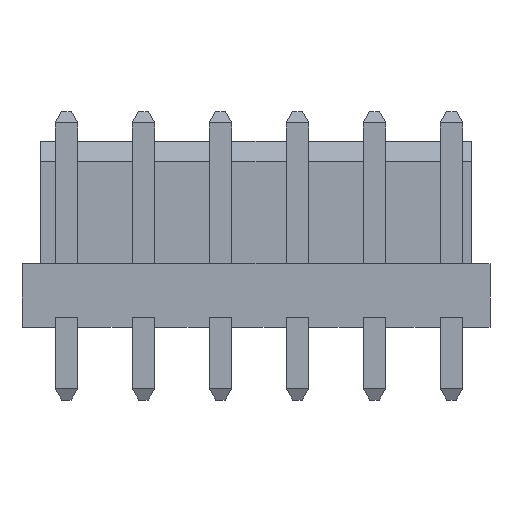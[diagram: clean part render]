
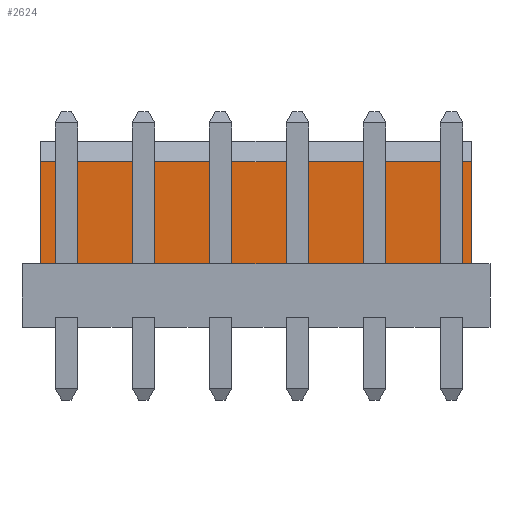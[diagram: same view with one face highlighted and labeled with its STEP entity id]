
A CAD part, front view. The second image highlights one B-rep face of the part: STEP entity #2624.
In plain terms, the highlighted planar face has unit normal (0, -1, 0).
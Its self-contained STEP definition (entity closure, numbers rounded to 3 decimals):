
#14 = FACE_OUTER_BOUND ( 'NONE', #1032, .T. ) ;
#66 = ORIENTED_EDGE ( 'NONE', *, *, #1034, .F. ) ;
#73 = CARTESIAN_POINT ( 'NONE',  ( 11.85, 6.8, 3.159 ) ) ;
#212 = VERTEX_POINT ( 'NONE', #827 ) ;
#280 = DIRECTION ( 'NONE',  ( -1., 0., 0. ) ) ;
#410 = LINE ( 'NONE', #551, #949 ) ;
#464 = PLANE ( 'NONE',  #2174 ) ;
#542 = ORIENTED_EDGE ( 'NONE', *, *, #709, .T. ) ;
#551 = CARTESIAN_POINT ( 'NONE',  ( -10.901, 6.8, 0. ) ) ;
#577 = VERTEX_POINT ( 'NONE', #1767 ) ;
#699 = DIRECTION ( 'NONE',  ( 0., 1., 0. ) ) ;
#704 = DIRECTION ( 'NONE',  ( 0., 0., 1. ) ) ;
#709 = EDGE_CURVE ( 'NONE', #212, #1152, #1384, .T. ) ;
#784 = VECTOR ( 'NONE', #280, 1000. ) ;
#827 = CARTESIAN_POINT ( 'NONE',  ( 10.901, 6.8, 3.159 ) ) ;
#949 = VECTOR ( 'NONE', #2125, 1000. ) ;
#970 = CARTESIAN_POINT ( 'NONE',  ( 10.901, 6.8, -2.025 ) ) ;
#1032 = EDGE_LOOP ( 'NONE', ( #2362, #1435, #542, #66 ) ) ;
#1034 = EDGE_CURVE ( 'NONE', #577, #1152, #410, .T. ) ;
#1059 = LINE ( 'NONE', #2475, #2259 ) ;
#1152 = VERTEX_POINT ( 'NONE', #1699 ) ;
#1384 = LINE ( 'NONE', #73, #784 ) ;
#1435 = ORIENTED_EDGE ( 'NONE', *, *, #2644, .T. ) ;
#1607 = CARTESIAN_POINT ( 'NONE',  ( 11.85, 6.8, -2.025 ) ) ;
#1699 = CARTESIAN_POINT ( 'NONE',  ( -10.901, 6.8, 3.159 ) ) ;
#1743 = VECTOR ( 'NONE', #704, 1000. ) ;
#1767 = CARTESIAN_POINT ( 'NONE',  ( -10.901, 6.8, -2.025 ) ) ;
#1811 = LINE ( 'NONE', #2301, #1743 ) ;
#2125 = DIRECTION ( 'NONE',  ( 0., 0., 1. ) ) ;
#2174 = AXIS2_PLACEMENT_3D ( 'NONE', #1607, #699, #2293 ) ;
#2259 = VECTOR ( 'NONE', #2700, 1000. ) ;
#2293 = DIRECTION ( 'NONE',  ( 0., 0., 1. ) ) ;
#2301 = CARTESIAN_POINT ( 'NONE',  ( 10.901, 6.8, 0. ) ) ;
#2362 = ORIENTED_EDGE ( 'NONE', *, *, #2394, .F. ) ;
#2394 = EDGE_CURVE ( 'NONE', #2710, #577, #1059, .T. ) ;
#2475 = CARTESIAN_POINT ( 'NONE',  ( 11.85, 6.8, -2.025 ) ) ;
#2624 = ADVANCED_FACE ( 'NONE', ( #14 ), #464, .F. ) ;
#2644 = EDGE_CURVE ( 'NONE', #2710, #212, #1811, .T. ) ;
#2700 = DIRECTION ( 'NONE',  ( -1., 0., 0. ) ) ;
#2710 = VERTEX_POINT ( 'NONE', #970 ) ;
